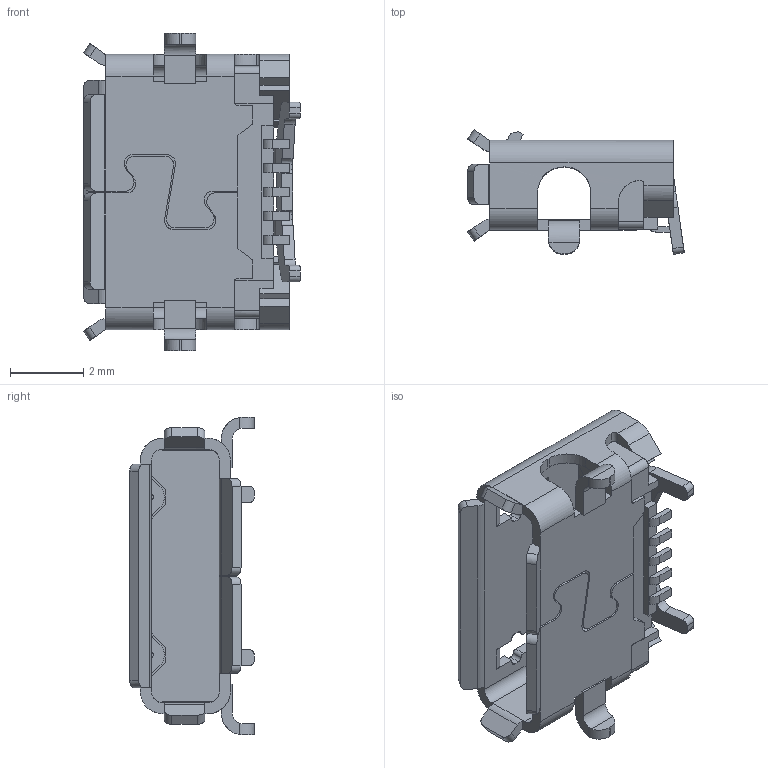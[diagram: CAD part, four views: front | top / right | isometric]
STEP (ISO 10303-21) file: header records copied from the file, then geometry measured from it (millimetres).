
FILE_DESCRIPTION (( 'STEP AP214' ), '1' );
FILE_NAME ('User Library-ZX62D-AB-5P8.STEP', '2017-06-13T03:02:22', ( 'Windows User' ), ( '' ), 'SwSTEP 2.0', 'SolidWorks 2017', '' );
FILE_SCHEMA (( 'AUTOMOTIVE_DESIGN' ));
Length unit declared in the file: millimetre
Products named in the file (1): User Library-ZX62D-AB-5P8
Bounding box: 5.9 x 3.39 x 8.65 mm (x, y, z)
Volume: 40.6 mm3; surface area: 239.6 mm2
Topology: 1 solids, 1 shells, 377 faces, 1155 edges, 766 vertices
Faces by surface type: plane 245, cylinder 132
Entity records: 13570 total; most frequent: CARTESIAN_POINT 3858, ORIENTED_EDGE 2310, DIRECTION 1597, EDGE_CURVE 1155, VERTEX_POINT 766, LINE 757, VECTOR 757, AXIS2_PLACEMENT_3D 420
